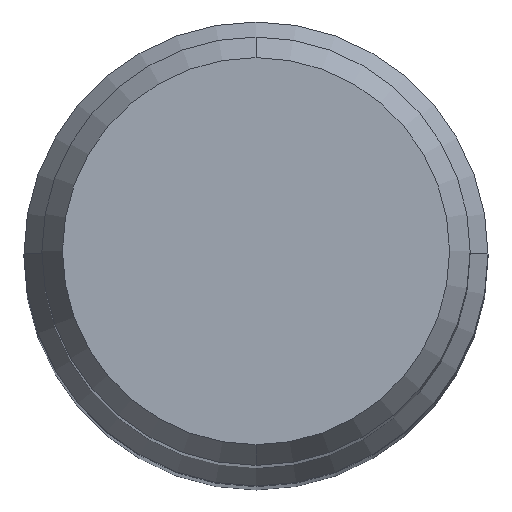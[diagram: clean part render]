
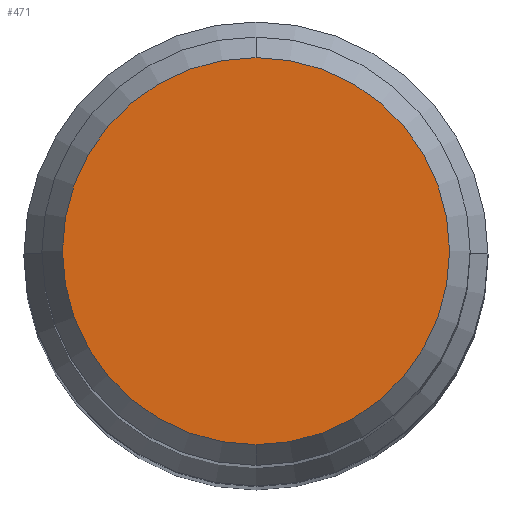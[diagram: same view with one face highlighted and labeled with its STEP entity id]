
A CAD part, top view. The second image highlights one B-rep face of the part: STEP entity #471.
In plain terms, the highlighted planar face has unit normal (0, 0, 1).
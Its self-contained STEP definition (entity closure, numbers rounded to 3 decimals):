
#203=VERTEX_POINT('',#562);
#269=VERTEX_POINT('',#635);
#339=EDGE_CURVE('',#203,#269,#709,.T.);
#405=EDGE_CURVE('',#269,#203,#787,.T.);
#471=ADVANCED_FACE('',(#860),#861,.T.);
#562=CARTESIAN_POINT('',(0.,-5.423,0.0));
#635=CARTESIAN_POINT('',(0.0,5.423,0.0));
#709=CIRCLE('',#1321,5.423);
#787=CIRCLE('',#1466,5.423);
#860=FACE_OUTER_BOUND('',#1586,.T.);
#861=PLANE('',#1587);
#1321=AXIS2_PLACEMENT_3D('',#1862,#1863,#1864);
#1466=AXIS2_PLACEMENT_3D('',#1972,#1973,#1974);
#1586=EDGE_LOOP('',(#2065,#2066));
#1587=AXIS2_PLACEMENT_3D('',#2067,#2068,#2069);
#1862=CARTESIAN_POINT('',(0.0,0.0,0.0));
#1863=DIRECTION('',(0.0,0.0,-1.0));
#1864=DIRECTION('',(0.0,1.0,0.0));
#1972=CARTESIAN_POINT('',(0.0,0.0,0.0));
#1973=DIRECTION('',(0.0,0.0,-1.0));
#1974=DIRECTION('',(0.0,1.0,0.0));
#2065=ORIENTED_EDGE('',*,*,#405,.F.);
#2066=ORIENTED_EDGE('',*,*,#339,.F.);
#2067=CARTESIAN_POINT('',(0.0,2.711,0.0));
#2068=DIRECTION('',(-0.0,0.0,1.0));
#2069=DIRECTION('',(0.0,-1.0,0.0));
